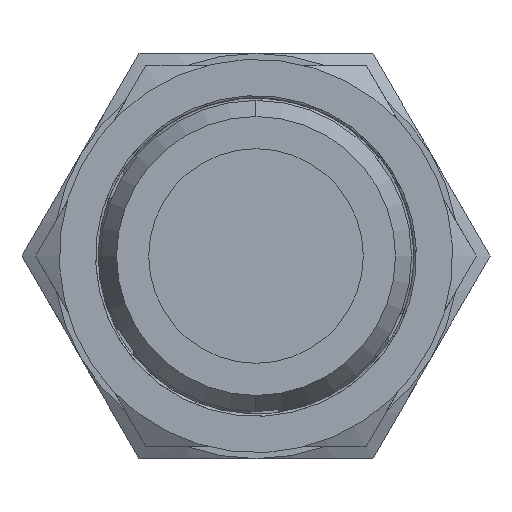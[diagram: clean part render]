
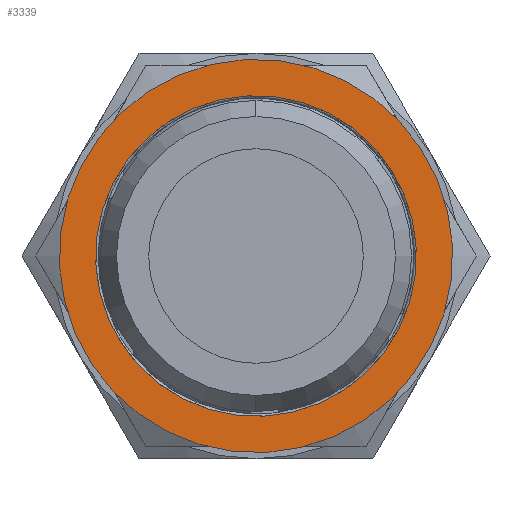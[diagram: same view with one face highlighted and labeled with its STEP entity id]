
A CAD part, front view. The second image highlights one B-rep face of the part: STEP entity #3339.
In plain terms, the highlighted planar face has unit normal (0, -1, 0).
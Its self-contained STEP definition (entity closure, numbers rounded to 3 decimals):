
#261 = CARTESIAN_POINT ( 'NONE',  ( 11.26, 10., 7.356 ) ) ;
#262 = CARTESIAN_POINT ( 'NONE',  ( -11.26, 10., -7.356 ) ) ;
#272 = CARTESIAN_POINT ( 'NONE',  ( 13.813, 10., 9.025 ) ) ;
#273 = CARTESIAN_POINT ( 'NONE',  ( -13.813, 10., -9.025 ) ) ;
#523 = ORIENTED_EDGE ( 'NONE', *, *, #3150, .F. ) ;
#524 = ORIENTED_EDGE ( 'NONE', *, *, #3180, .F. ) ;
#525 = ORIENTED_EDGE ( 'NONE', *, *, #3179, .T. ) ;
#526 = ORIENTED_EDGE ( 'NONE', *, *, #3140, .T. ) ;
#1147 = PLANE ( 'NONE',  #3707 ) ;
#1154 = CARTESIAN_POINT ( 'NONE',  ( 0., 10., 0. ) ) ;
#1155 = DIRECTION ( 'NONE',  ( 0., 1., 0. ) ) ;
#1156 = DIRECTION ( 'NONE',  ( 0.837, 0., 0.547 ) ) ;
#1230 = CARTESIAN_POINT ( 'NONE',  ( 0., 10., 0. ) ) ;
#1231 = DIRECTION ( 'NONE',  ( 0., 1., 0. ) ) ;
#1232 = DIRECTION ( 'NONE',  ( 0.837, 0., 0.547 ) ) ;
#1233 = CARTESIAN_POINT ( 'NONE',  ( 0., 10., 0. ) ) ;
#1234 = DIRECTION ( 'NONE',  ( 0., 1., 0. ) ) ;
#1235 = DIRECTION ( 'NONE',  ( 0.837, 0., 0.547 ) ) ;
#1486 = CARTESIAN_POINT ( 'NONE',  ( 0., 10., 0. ) ) ;
#1487 = DIRECTION ( 'NONE',  ( 0., 1., 0. ) ) ;
#1488 = DIRECTION ( 'NONE',  ( 0.837, 0., 0.547 ) ) ;
#1518 = CARTESIAN_POINT ( 'NONE',  ( 0., 10., 0. ) ) ;
#1519 = DIRECTION ( 'NONE',  ( 0., 1., 0. ) ) ;
#1520 = DIRECTION ( 'NONE',  ( 0.837, 0., 0.547 ) ) ;
#1668 = AXIS2_PLACEMENT_3D ( 'NONE', #1486, #1487, #1488 ) ;
#1677 = AXIS2_PLACEMENT_3D ( 'NONE', #1518, #1519, #1520 ) ;
#1692 = AXIS2_PLACEMENT_3D ( 'NONE', #1230, #1231, #1232 ) ;
#1693 = AXIS2_PLACEMENT_3D ( 'NONE', #1233, #1234, #1235 ) ;
#2822 = FACE_BOUND ( 'NONE', #4311, .T. ) ;
#2826 = FACE_OUTER_BOUND ( 'NONE', #4305, .T. ) ;
#3140 = EDGE_CURVE ( 'NONE', #4135, #4136, #3544, .T. ) ;
#3150 = EDGE_CURVE ( 'NONE', #4146, #4147, #3554, .T. ) ;
#3179 = EDGE_CURVE ( 'NONE', #4136, #4135, #3599, .T. ) ;
#3180 = EDGE_CURVE ( 'NONE', #4147, #4146, #3600, .T. ) ;
#3339 = ADVANCED_FACE ( 'NONE', ( #2822, #2826 ), #1147, .F. ) ;
#3544 = CIRCLE ( 'NONE', #1668, 13.45 ) ;
#3554 = CIRCLE ( 'NONE', #1677, 16.5 ) ;
#3599 = CIRCLE ( 'NONE', #1692, 13.45 ) ;
#3600 = CIRCLE ( 'NONE', #1693, 16.5 ) ;
#3707 = AXIS2_PLACEMENT_3D ( 'NONE', #1154, #1155, #1156 ) ;
#4135 = VERTEX_POINT ( 'NONE', #261 ) ;
#4136 = VERTEX_POINT ( 'NONE', #262 ) ;
#4146 = VERTEX_POINT ( 'NONE', #272 ) ;
#4147 = VERTEX_POINT ( 'NONE', #273 ) ;
#4305 = EDGE_LOOP ( 'NONE', ( #524, #523 ) ) ;
#4311 = EDGE_LOOP ( 'NONE', ( #526, #525 ) ) ;
